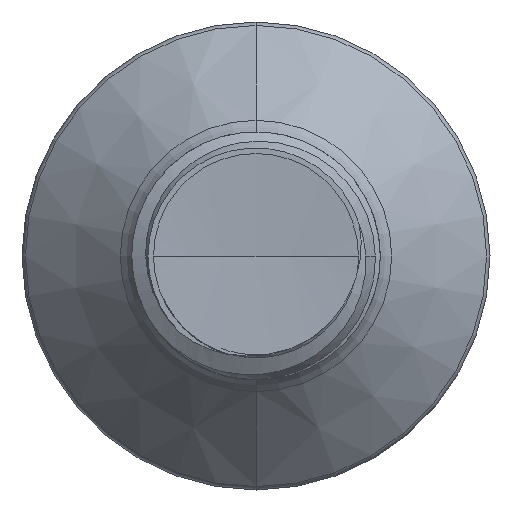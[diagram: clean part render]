
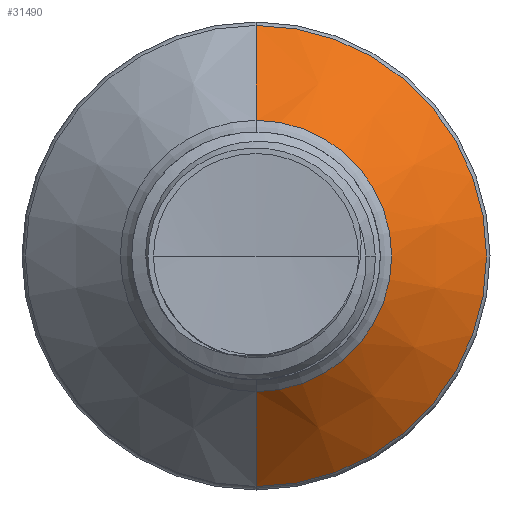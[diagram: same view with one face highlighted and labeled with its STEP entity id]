
A CAD part, front view. The second image highlights one B-rep face of the part: STEP entity #31490.
In plain terms, the highlighted conical face has half-angle 45 degrees and reference radius 3.276 mm.
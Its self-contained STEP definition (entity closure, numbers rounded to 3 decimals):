
#74 = DIRECTION ( 'NONE',  ( 0., 0.707, -0.707 ) ) ;
#327 = DIRECTION ( 'NONE',  ( 0., 0., 1. ) ) ;
#407 = CIRCLE ( 'NONE', #23735, 3.276 ) ;
#442 = DIRECTION ( 'NONE',  ( 0., 1., 0. ) ) ;
#560 = CARTESIAN_POINT ( 'NONE',  ( 0., 16.107, 0. ) ) ;
#785 = CARTESIAN_POINT ( 'NONE',  ( 0., 16.107, -3.276 ) ) ;
#1453 = CARTESIAN_POINT ( 'NONE',  ( 0., 16.107, -3.276 ) ) ;
#3623 = DIRECTION ( 'NONE',  ( 0., 0.707, 0.707 ) ) ;
#3668 = CARTESIAN_POINT ( 'NONE',  ( 0., 16.107, 3.276 ) ) ;
#3790 = DIRECTION ( 'NONE',  ( 0., 0., 1. ) ) ;
#4243 = VERTEX_POINT ( 'NONE', #1453 ) ;
#4294 = EDGE_CURVE ( 'NONE', #27230, #4243, #407, .T. ) ;
#4340 = EDGE_CURVE ( 'NONE', #4243, #16598, #13946, .T. ) ;
#4402 = EDGE_CURVE ( 'NONE', #14317, #16598, #13096, .T. ) ;
#4522 = EDGE_CURVE ( 'NONE', #27230, #14317, #26835, .T. ) ;
#4776 = FACE_OUTER_BOUND ( 'NONE', #9388, .T. ) ;
#6834 = VECTOR ( 'NONE', #74, 1000. ) ;
#9388 = EDGE_LOOP ( 'NONE', ( #25599, #14945, #16750, #15080 ) ) ;
#10743 = DIRECTION ( 'NONE',  ( 0., 1., 0. ) ) ;
#12537 = CARTESIAN_POINT ( 'NONE',  ( 0., 18.399, 5.567 ) ) ;
#13096 = CIRCLE ( 'NONE', #29817, 5.567 ) ;
#13946 = LINE ( 'NONE', #785, #6834 ) ;
#14317 = VERTEX_POINT ( 'NONE', #12537 ) ;
#14945 = ORIENTED_EDGE ( 'NONE', *, *, #4340, .T. ) ;
#15080 = ORIENTED_EDGE ( 'NONE', *, *, #4522, .F. ) ;
#16598 = VERTEX_POINT ( 'NONE', #27921 ) ;
#16750 = ORIENTED_EDGE ( 'NONE', *, *, #4402, .F. ) ;
#17721 = CARTESIAN_POINT ( 'NONE',  ( 0., 16.107, 3.276 ) ) ;
#23735 = AXIS2_PLACEMENT_3D ( 'NONE', #560, #442, #327 ) ;
#24796 = CONICAL_SURFACE ( 'NONE', #26209, 3.276, 0.785 ) ;
#25417 = CARTESIAN_POINT ( 'NONE',  ( 0., 18.399, 0. ) ) ;
#25450 = DIRECTION ( 'NONE',  ( 0., 1., 0. ) ) ;
#25599 = ORIENTED_EDGE ( 'NONE', *, *, #4294, .T. ) ;
#26209 = AXIS2_PLACEMENT_3D ( 'NONE', #33019, #10743, #31095 ) ;
#26835 = LINE ( 'NONE', #3668, #32064 ) ;
#27230 = VERTEX_POINT ( 'NONE', #17721 ) ;
#27921 = CARTESIAN_POINT ( 'NONE',  ( 0., 18.399, -5.567 ) ) ;
#29817 = AXIS2_PLACEMENT_3D ( 'NONE', #25417, #25450, #3790 ) ;
#31095 = DIRECTION ( 'NONE',  ( 0., 0., 1. ) ) ;
#31490 = ADVANCED_FACE ( 'NONE', ( #4776 ), #24796, .T. ) ;
#32064 = VECTOR ( 'NONE', #3623, 1000. ) ;
#33019 = CARTESIAN_POINT ( 'NONE',  ( 0., 16.107, 0. ) ) ;
